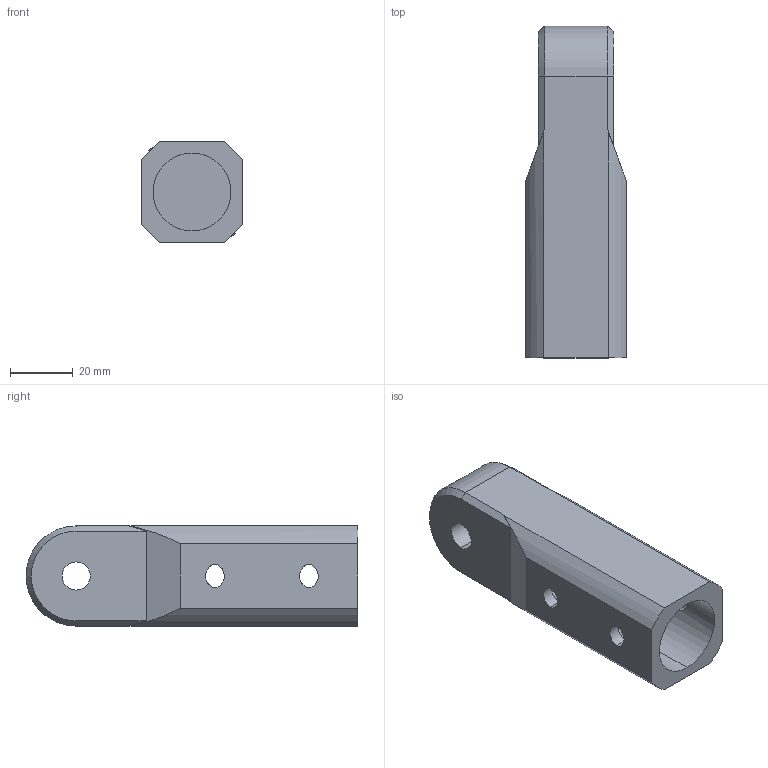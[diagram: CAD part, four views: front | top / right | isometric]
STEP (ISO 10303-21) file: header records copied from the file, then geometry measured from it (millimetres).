
FILE_DESCRIPTION (( 'STEP AP214' ), '1' );
FILE_NAME ('rod-coil-holder140424.STEP', '2024-04-14T16:09:04', ( '' ), ( '' ), 'SwSTEP 2.0', 'SolidWorks 2021', '' );
FILE_SCHEMA (( 'AUTOMOTIVE_DESIGN' ));
Length unit declared in the file: millimetre
Products named in the file (1): rod-coil-holder140424
Bounding box: 32 x 106 x 32 mm (x, y, z)
Volume: 59641.6 mm3; surface area: 18333 mm2
Topology: 1 solids, 1 shells, 33 faces, 86 edges, 56 vertices
Faces by surface type: plane 14, cylinder 9, bspline 8, cone 2
Entity records: 1262 total; most frequent: CARTESIAN_POINT 464, ORIENTED_EDGE 172, DIRECTION 134, EDGE_CURVE 86, VERTEX_POINT 56, LINE 50, VECTOR 50, EDGE_LOOP 44
